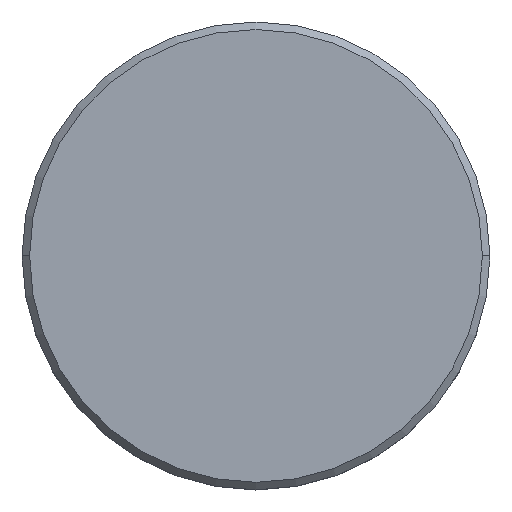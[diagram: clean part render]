
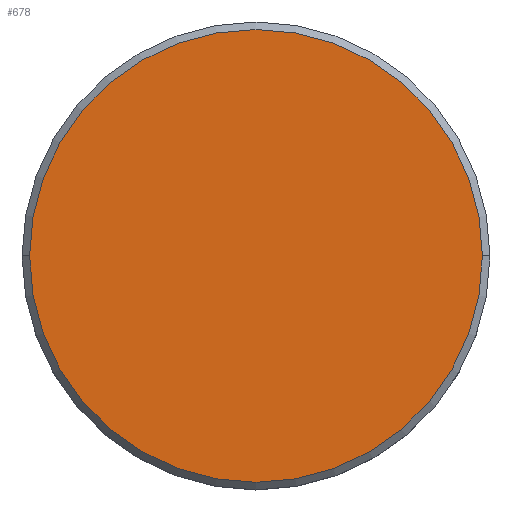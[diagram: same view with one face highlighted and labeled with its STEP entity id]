
A CAD part, top view. The second image highlights one B-rep face of the part: STEP entity #678.
In plain terms, the highlighted planar face has unit normal (0, 0, 1).
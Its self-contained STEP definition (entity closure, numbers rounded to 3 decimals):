
#1 = DIRECTION ( 'NONE',  ( 1., 0., 0. ) ) ;
#2 = VERTEX_POINT ( 'NONE', #88 ) ;
#49 = DIRECTION ( 'NONE',  ( 0., 0., 1. ) ) ;
#82 = EDGE_CURVE ( 'NONE', #2, #727, #589, .T. ) ;
#88 = CARTESIAN_POINT ( 'NONE',  ( -15., 0., 0. ) ) ;
#167 = FACE_OUTER_BOUND ( 'NONE', #906, .T. ) ;
#188 = DIRECTION ( 'NONE',  ( 0., 0., 1. ) ) ;
#251 = PLANE ( 'NONE',  #1097 ) ;
#386 = CARTESIAN_POINT ( 'NONE',  ( 0., 0., 0. ) ) ;
#450 = AXIS2_PLACEMENT_3D ( 'NONE', #618, #49, #884 ) ;
#589 = CIRCLE ( 'NONE', #450, 15. ) ;
#618 = CARTESIAN_POINT ( 'NONE',  ( 0., 0., 0. ) ) ;
#678 = ADVANCED_FACE ( 'NONE', ( #167 ), #251, .T. ) ;
#727 = VERTEX_POINT ( 'NONE', #778 ) ;
#757 = CIRCLE ( 'NONE', #930, 15. ) ;
#778 = CARTESIAN_POINT ( 'NONE',  ( 15., 0., 0. ) ) ;
#819 = CARTESIAN_POINT ( 'NONE',  ( 0., 0., 0. ) ) ;
#884 = DIRECTION ( 'NONE',  ( 1., 0., 0. ) ) ;
#906 = EDGE_LOOP ( 'NONE', ( #929, #1091 ) ) ;
#922 = DIRECTION ( 'NONE',  ( 1., 0., 0. ) ) ;
#929 = ORIENTED_EDGE ( 'NONE', *, *, #82, .T. ) ;
#930 = AXIS2_PLACEMENT_3D ( 'NONE', #386, #188, #922 ) ;
#972 = EDGE_CURVE ( 'NONE', #727, #2, #757, .T. ) ;
#1083 = DIRECTION ( 'NONE',  ( 0., 0., 1. ) ) ;
#1091 = ORIENTED_EDGE ( 'NONE', *, *, #972, .T. ) ;
#1097 = AXIS2_PLACEMENT_3D ( 'NONE', #819, #1083, #1 ) ;
